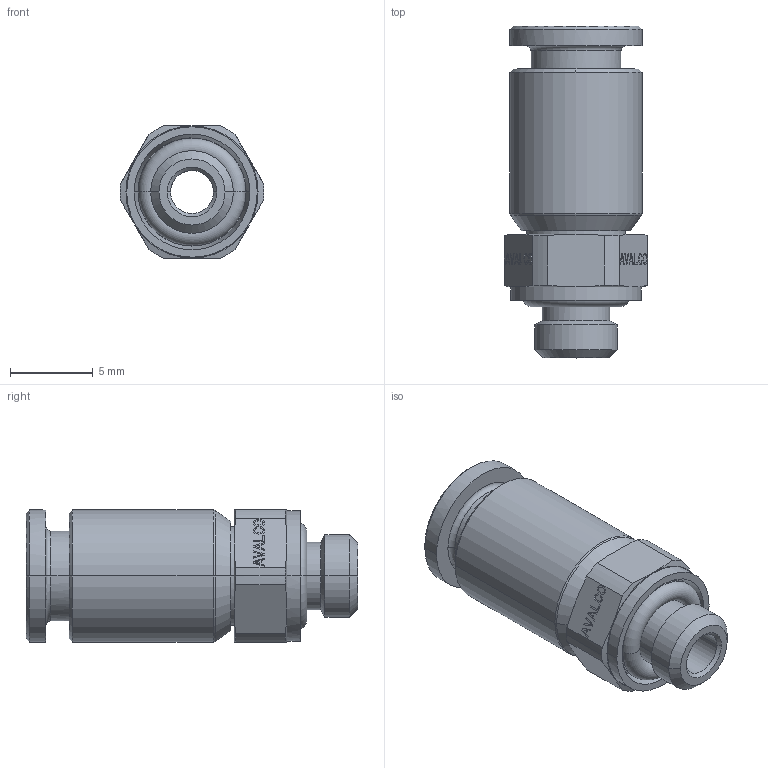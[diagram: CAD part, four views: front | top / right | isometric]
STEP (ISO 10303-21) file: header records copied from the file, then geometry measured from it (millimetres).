
FILE_DESCRIPTION(('CATIA V5 STEP Exchange'),'2;1');
FILE_NAME('PN511B-04M5H.stp','2018-04-14T17:46:30+00:00',('none'),('none'),'CATIA Version 5 Release 21 GA (IN-10)','CATIA V5 STEP AP203','none');
FILE_SCHEMA(('CONFIG_CONTROL_DESIGN'));
Length unit declared in the file: millimetre
Products named in the file (1): PN511B-04M5H
Bounding box: 8.7 x 20.1 x 8 mm (x, y, z)
Volume: 624.2 mm3; surface area: 1020.7 mm2
Topology: 2 solids, 2 shells, 429 faces, 1129 edges, 736 vertices
Faces by surface type: plane 351, cone 40, cylinder 26, torus 12
Entity records: 12912 total; most frequent: CARTESIAN_POINT 2630, ORIENTED_EDGE 2258, DIRECTION 1810, EDGE_CURVE 1129, VECTOR 987, LINE 987, VERTEX_POINT 736, EDGE_LOOP 465
